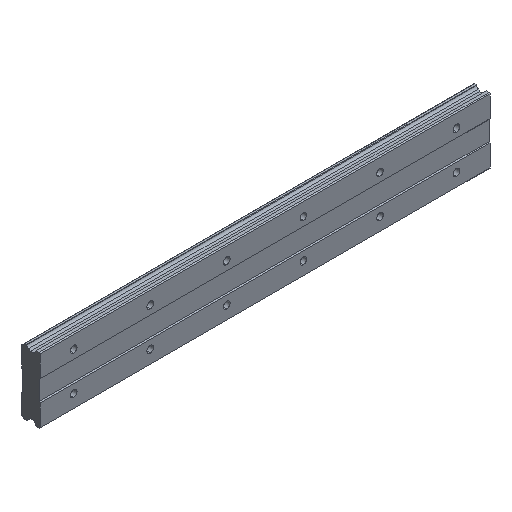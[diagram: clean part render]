
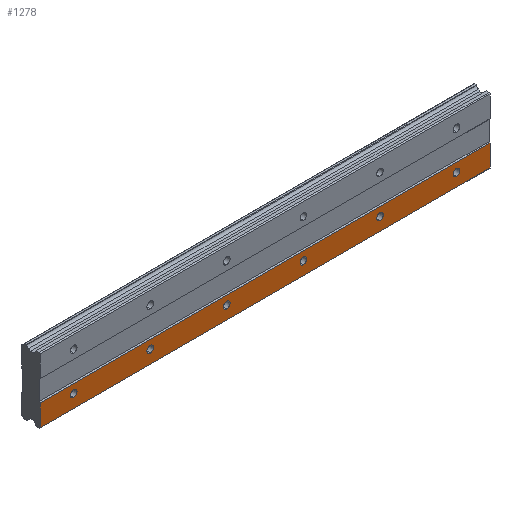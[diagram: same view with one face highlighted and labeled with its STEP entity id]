
A CAD part, isometric view. The second image highlights one B-rep face of the part: STEP entity #1278.
In plain terms, the highlighted planar face has unit normal (0, -1, 0).
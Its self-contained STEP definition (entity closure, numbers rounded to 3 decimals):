
#54 = EDGE_LOOP ( 'NONE', ( #368, #2247 ) ) ;
#71 = DIRECTION ( 'NONE',  ( 0., -1., 0. ) ) ;
#90 = AXIS2_PLACEMENT_3D ( 'NONE', #1231, #1695, #1514 ) ;
#100 = VERTEX_POINT ( 'NONE', #1005 ) ;
#104 = VERTEX_POINT ( 'NONE', #2804 ) ;
#106 = EDGE_CURVE ( 'NONE', #2349, #2113, #766, .T. ) ;
#133 = CARTESIAN_POINT ( 'NONE',  ( 160., 0., -23.5 ) ) ;
#141 = CIRCLE ( 'NONE', #1521, 3.5 ) ;
#152 = CARTESIAN_POINT ( 'NONE',  ( 435., 0., -11. ) ) ;
#182 = CIRCLE ( 'NONE', #90, 3.5 ) ;
#242 = DIRECTION ( 'NONE',  ( 0., -1., 0. ) ) ;
#253 = CARTESIAN_POINT ( 'NONE',  ( 160., 0., -16.5 ) ) ;
#258 = DIRECTION ( 'NONE',  ( 0., 0., 1. ) ) ;
#297 = CARTESIAN_POINT ( 'NONE',  ( 320., 0., -20. ) ) ;
#346 = DIRECTION ( 'NONE',  ( 0., -1., 0. ) ) ;
#368 = ORIENTED_EDGE ( 'NONE', *, *, #690, .F. ) ;
#371 = LINE ( 'NONE', #2159, #1904 ) ;
#379 = EDGE_CURVE ( 'NONE', #425, #104, #1995, .T. ) ;
#392 = EDGE_LOOP ( 'NONE', ( #2887, #1421 ) ) ;
#399 = DIRECTION ( 'NONE',  ( 0., -1., 0. ) ) ;
#412 = EDGE_CURVE ( 'NONE', #100, #2031, #2033, .T. ) ;
#414 = VECTOR ( 'NONE', #1673, 1000. ) ;
#425 = VERTEX_POINT ( 'NONE', #2165 ) ;
#460 = VERTEX_POINT ( 'NONE', #793 ) ;
#467 = DIRECTION ( 'NONE',  ( 0., -1., 0. ) ) ;
#487 = VERTEX_POINT ( 'NONE', #1916 ) ;
#549 = VERTEX_POINT ( 'NONE', #1999 ) ;
#590 = CARTESIAN_POINT ( 'NONE',  ( 435., 0., -11. ) ) ;
#598 = LINE ( 'NONE', #152, #2906 ) ;
#602 = FACE_BOUND ( 'NONE', #2645, .T. ) ;
#612 = CARTESIAN_POINT ( 'NONE',  ( 240., 0., -20. ) ) ;
#613 = EDGE_CURVE ( 'NONE', #639, #768, #598, .T. ) ;
#622 = EDGE_CURVE ( 'NONE', #487, #1648, #809, .T. ) ;
#639 = VERTEX_POINT ( 'NONE', #1602 ) ;
#690 = EDGE_CURVE ( 'NONE', #460, #1240, #1518, .T. ) ;
#710 = CARTESIAN_POINT ( 'NONE',  ( 400., 0., -20. ) ) ;
#714 = CIRCLE ( 'NONE', #764, 3.5 ) ;
#721 = ORIENTED_EDGE ( 'NONE', *, *, #1955, .F. ) ;
#723 = ORIENTED_EDGE ( 'NONE', *, *, #1826, .F. ) ;
#764 = AXIS2_PLACEMENT_3D ( 'NONE', #2131, #2746, #2765 ) ;
#766 = LINE ( 'NONE', #1018, #414 ) ;
#768 = VERTEX_POINT ( 'NONE', #1262 ) ;
#793 = CARTESIAN_POINT ( 'NONE',  ( 80., 0., -16.5 ) ) ;
#809 = CIRCLE ( 'NONE', #2617, 3.5 ) ;
#833 = EDGE_CURVE ( 'NONE', #1240, #460, #1236, .T. ) ;
#842 = CARTESIAN_POINT ( 'NONE',  ( 435., 0., -11. ) ) ;
#853 = AXIS2_PLACEMENT_3D ( 'NONE', #1861, #467, #1152 ) ;
#859 = ORIENTED_EDGE ( 'NONE', *, *, #1835, .F. ) ;
#948 = CARTESIAN_POINT ( 'NONE',  ( 160., 0., -20. ) ) ;
#965 = EDGE_LOOP ( 'NONE', ( #723, #2121 ) ) ;
#1001 = DIRECTION ( 'NONE',  ( 0., -1., 0. ) ) ;
#1005 = CARTESIAN_POINT ( 'NONE',  ( 320., 0., -16.5 ) ) ;
#1016 = DIRECTION ( 'NONE',  ( 0., 0., 1. ) ) ;
#1017 = CARTESIAN_POINT ( 'NONE',  ( 0., 0., -20. ) ) ;
#1018 = CARTESIAN_POINT ( 'NONE',  ( 435., 0., -33.5 ) ) ;
#1036 = FACE_BOUND ( 'NONE', #1552, .T. ) ;
#1050 = AXIS2_PLACEMENT_3D ( 'NONE', #2888, #2874, #2203 ) ;
#1064 = EDGE_LOOP ( 'NONE', ( #1987, #859 ) ) ;
#1122 = CARTESIAN_POINT ( 'NONE',  ( 240., 0., -23.5 ) ) ;
#1133 = AXIS2_PLACEMENT_3D ( 'NONE', #590, #1497, #1687 ) ;
#1145 = ORIENTED_EDGE ( 'NONE', *, *, #613, .F. ) ;
#1148 = DIRECTION ( 'NONE',  ( 0., 0., 1. ) ) ;
#1150 = CARTESIAN_POINT ( 'NONE',  ( 240., 0., -20. ) ) ;
#1152 = DIRECTION ( 'NONE',  ( 0., 0., 1. ) ) ;
#1164 = DIRECTION ( 'NONE',  ( 0., 0., 1. ) ) ;
#1179 = AXIS2_PLACEMENT_3D ( 'NONE', #2574, #242, #1164 ) ;
#1207 = CARTESIAN_POINT ( 'NONE',  ( 400., 0., -23.5 ) ) ;
#1212 = ORIENTED_EDGE ( 'NONE', *, *, #379, .F. ) ;
#1231 = CARTESIAN_POINT ( 'NONE',  ( 320., 0., -20. ) ) ;
#1235 = CIRCLE ( 'NONE', #1179, 3.5 ) ;
#1236 = CIRCLE ( 'NONE', #1050, 3.5 ) ;
#1240 = VERTEX_POINT ( 'NONE', #1484 ) ;
#1258 = FACE_BOUND ( 'NONE', #965, .T. ) ;
#1262 = CARTESIAN_POINT ( 'NONE',  ( 435., 0., -11. ) ) ;
#1278 = ADVANCED_FACE ( 'NONE', ( #2836, #602, #1258, #2408, #1036, #2138, #2630 ), #1921, .F. ) ;
#1314 = CARTESIAN_POINT ( 'NONE',  ( 320., 0., -23.5 ) ) ;
#1325 = DIRECTION ( 'NONE',  ( 0., 0., -1. ) ) ;
#1367 = EDGE_CURVE ( 'NONE', #2231, #1889, #714, .T. ) ;
#1421 = ORIENTED_EDGE ( 'NONE', *, *, #1973, .F. ) ;
#1423 = AXIS2_PLACEMENT_3D ( 'NONE', #948, #2510, #1148 ) ;
#1440 = EDGE_LOOP ( 'NONE', ( #2752, #2522, #1145, #721 ) ) ;
#1459 = VECTOR ( 'NONE', #1325, 1000. ) ;
#1484 = CARTESIAN_POINT ( 'NONE',  ( 80., 0., -23.5 ) ) ;
#1497 = DIRECTION ( 'NONE',  ( 0., 1., 0. ) ) ;
#1514 = DIRECTION ( 'NONE',  ( 0., 0., 1. ) ) ;
#1518 = CIRCLE ( 'NONE', #853, 3.5 ) ;
#1521 = AXIS2_PLACEMENT_3D ( 'NONE', #710, #2063, #2555 ) ;
#1552 = EDGE_LOOP ( 'NONE', ( #2863, #2432 ) ) ;
#1602 = CARTESIAN_POINT ( 'NONE',  ( -35., 0., -11. ) ) ;
#1648 = VERTEX_POINT ( 'NONE', #1122 ) ;
#1673 = DIRECTION ( 'NONE',  ( -1., 0., 0. ) ) ;
#1684 = DIRECTION ( 'NONE',  ( 0., 0., 1. ) ) ;
#1687 = DIRECTION ( 'NONE',  ( 0., 0., 1. ) ) ;
#1695 = DIRECTION ( 'NONE',  ( 0., -1., 0. ) ) ;
#1742 = DIRECTION ( 'NONE',  ( 0., 0., 1. ) ) ;
#1800 = EDGE_CURVE ( 'NONE', #2259, #549, #1235, .T. ) ;
#1826 = EDGE_CURVE ( 'NONE', #549, #2259, #141, .T. ) ;
#1835 = EDGE_CURVE ( 'NONE', #1889, #2231, #2854, .T. ) ;
#1861 = CARTESIAN_POINT ( 'NONE',  ( 80., 0., -20. ) ) ;
#1887 = AXIS2_PLACEMENT_3D ( 'NONE', #1150, #2743, #258 ) ;
#1889 = VERTEX_POINT ( 'NONE', #133 ) ;
#1897 = AXIS2_PLACEMENT_3D ( 'NONE', #297, #1001, #1016 ) ;
#1904 = VECTOR ( 'NONE', #2192, 1000. ) ;
#1916 = CARTESIAN_POINT ( 'NONE',  ( 240., 0., -16.5 ) ) ;
#1921 = PLANE ( 'NONE',  #1133 ) ;
#1955 = EDGE_CURVE ( 'NONE', #2113, #639, #371, .T. ) ;
#1973 = EDGE_CURVE ( 'NONE', #2031, #100, #182, .T. ) ;
#1987 = ORIENTED_EDGE ( 'NONE', *, *, #1367, .F. ) ;
#1995 = CIRCLE ( 'NONE', #2372, 3.5 ) ;
#1999 = CARTESIAN_POINT ( 'NONE',  ( 400., 0., -16.5 ) ) ;
#2031 = VERTEX_POINT ( 'NONE', #1314 ) ;
#2033 = CIRCLE ( 'NONE', #1897, 3.5 ) ;
#2063 = DIRECTION ( 'NONE',  ( 0., -1., 0. ) ) ;
#2113 = VERTEX_POINT ( 'NONE', #2891 ) ;
#2121 = ORIENTED_EDGE ( 'NONE', *, *, #1800, .F. ) ;
#2131 = CARTESIAN_POINT ( 'NONE',  ( 160., 0., -20. ) ) ;
#2138 = FACE_BOUND ( 'NONE', #1064, .T. ) ;
#2159 = CARTESIAN_POINT ( 'NONE',  ( -35., 0., -11. ) ) ;
#2165 = CARTESIAN_POINT ( 'NONE',  ( 0., 0., -23.5 ) ) ;
#2187 = CARTESIAN_POINT ( 'NONE',  ( 435., 0., -33.5 ) ) ;
#2192 = DIRECTION ( 'NONE',  ( 0., 0., 1. ) ) ;
#2203 = DIRECTION ( 'NONE',  ( 0., 0., 1. ) ) ;
#2231 = VERTEX_POINT ( 'NONE', #253 ) ;
#2233 = DIRECTION ( 'NONE',  ( 1., 0., 0. ) ) ;
#2247 = ORIENTED_EDGE ( 'NONE', *, *, #833, .F. ) ;
#2259 = VERTEX_POINT ( 'NONE', #1207 ) ;
#2316 = ORIENTED_EDGE ( 'NONE', *, *, #2779, .F. ) ;
#2349 = VERTEX_POINT ( 'NONE', #2187 ) ;
#2372 = AXIS2_PLACEMENT_3D ( 'NONE', #2403, #71, #1684 ) ;
#2403 = CARTESIAN_POINT ( 'NONE',  ( 0., 0., -20. ) ) ;
#2408 = FACE_BOUND ( 'NONE', #392, .T. ) ;
#2417 = CIRCLE ( 'NONE', #1887, 3.5 ) ;
#2432 = ORIENTED_EDGE ( 'NONE', *, *, #2948, .F. ) ;
#2443 = EDGE_CURVE ( 'NONE', #768, #2349, #2940, .T. ) ;
#2459 = AXIS2_PLACEMENT_3D ( 'NONE', #1017, #346, #2628 ) ;
#2510 = DIRECTION ( 'NONE',  ( 0., -1., 0. ) ) ;
#2522 = ORIENTED_EDGE ( 'NONE', *, *, #2443, .F. ) ;
#2555 = DIRECTION ( 'NONE',  ( 0., 0., 1. ) ) ;
#2574 = CARTESIAN_POINT ( 'NONE',  ( 400., 0., -20. ) ) ;
#2617 = AXIS2_PLACEMENT_3D ( 'NONE', #612, #399, #1742 ) ;
#2628 = DIRECTION ( 'NONE',  ( 0., 0., 1. ) ) ;
#2630 = FACE_BOUND ( 'NONE', #54, .T. ) ;
#2645 = EDGE_LOOP ( 'NONE', ( #2316, #1212 ) ) ;
#2743 = DIRECTION ( 'NONE',  ( 0., -1., 0. ) ) ;
#2746 = DIRECTION ( 'NONE',  ( 0., -1., 0. ) ) ;
#2752 = ORIENTED_EDGE ( 'NONE', *, *, #106, .F. ) ;
#2765 = DIRECTION ( 'NONE',  ( 0., 0., 1. ) ) ;
#2779 = EDGE_CURVE ( 'NONE', #104, #425, #2783, .T. ) ;
#2783 = CIRCLE ( 'NONE', #2459, 3.5 ) ;
#2804 = CARTESIAN_POINT ( 'NONE',  ( 0., 0., -16.5 ) ) ;
#2836 = FACE_OUTER_BOUND ( 'NONE', #1440, .T. ) ;
#2854 = CIRCLE ( 'NONE', #1423, 3.5 ) ;
#2863 = ORIENTED_EDGE ( 'NONE', *, *, #622, .F. ) ;
#2874 = DIRECTION ( 'NONE',  ( 0., -1., 0. ) ) ;
#2887 = ORIENTED_EDGE ( 'NONE', *, *, #412, .F. ) ;
#2888 = CARTESIAN_POINT ( 'NONE',  ( 80., 0., -20. ) ) ;
#2891 = CARTESIAN_POINT ( 'NONE',  ( -35., 0., -33.5 ) ) ;
#2906 = VECTOR ( 'NONE', #2233, 1000. ) ;
#2940 = LINE ( 'NONE', #842, #1459 ) ;
#2948 = EDGE_CURVE ( 'NONE', #1648, #487, #2417, .T. ) ;
